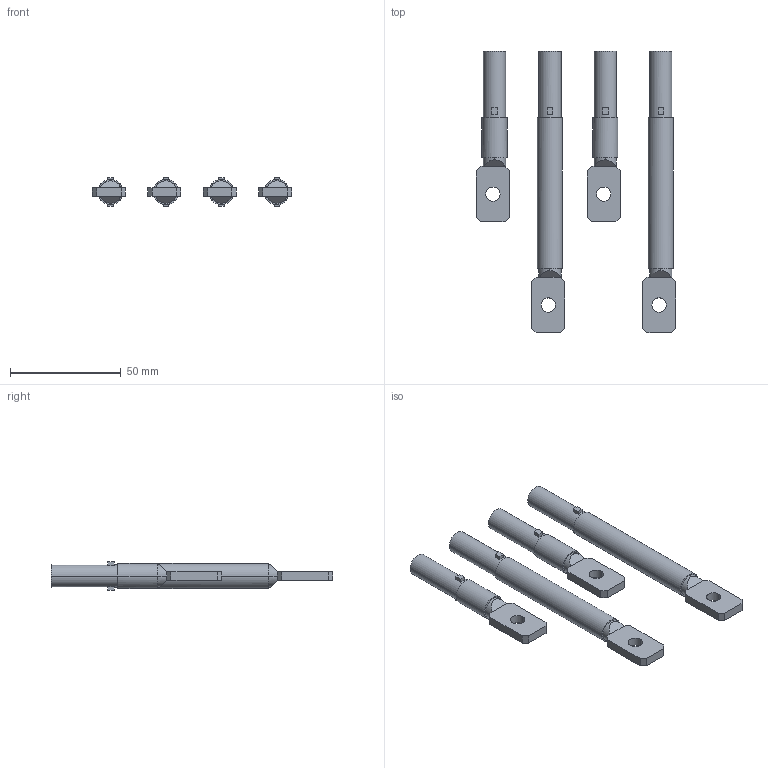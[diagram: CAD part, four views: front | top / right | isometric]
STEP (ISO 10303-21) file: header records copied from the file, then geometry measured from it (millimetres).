
FILE_DESCRIPTION(('CATIA V5 STEP Exchange'),'2;1');
FILE_NAME('1SDH001295R0111_1PA_001_00_XT1_4P_FIXED_R_SUP.stp','2014-11-11T15:21:55+00:00',('none'),('none'),'CATIA Version 5 Release 20 SP 1 (IN-10)','CATIA V5 STEP AP214','none');
FILE_SCHEMA(('AUTOMOTIVE_DESIGN { 1 0 10303 214 1 1 1 1 }'));
Length unit declared in the file: millimetre
Products named in the file (1): 1SDH001295R0111_1PA_001_00_XT1_4P_FIXED_R_SUP
Bounding box: 90 x 127 x 13 mm (x, y, z)
Volume: 33168.9 mm3; surface area: 15101.6 mm2
Topology: 4 solids, 4 shells, 144 faces, 392 edges, 272 vertices
Faces by surface type: plane 104, cylinder 40
Entity records: 4422 total; most frequent: CARTESIAN_POINT 969, ORIENTED_EDGE 784, DIRECTION 538, EDGE_CURVE 392, VERTEX_POINT 272, VECTOR 240, LINE 240, AXIS2_PLACEMENT_3D 213
